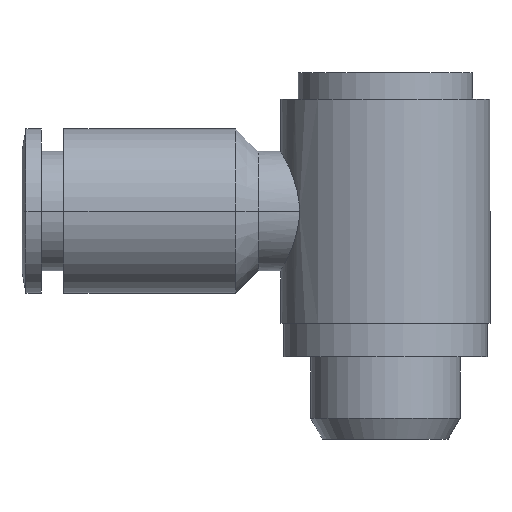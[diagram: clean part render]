
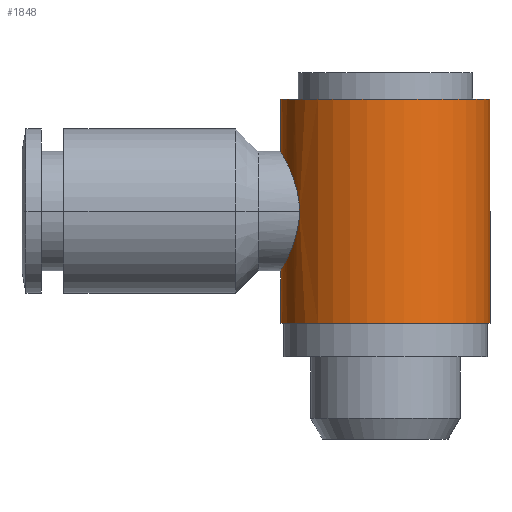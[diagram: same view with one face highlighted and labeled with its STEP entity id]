
A CAD part, left-side view. The second image highlights one B-rep face of the part: STEP entity #1848.
In plain terms, the highlighted cylindrical face has radius 7 mm (diameter 14 mm), a partial arc.
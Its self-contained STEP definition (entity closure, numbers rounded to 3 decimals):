
#123=CARTESIAN_POINT('',(-4.,5.745,0.0));
#124=VERTEX_POINT('',#123);
#131=CARTESIAN_POINT('',(0.,7.,4.));
#132=VERTEX_POINT('',#131);
#133=CARTESIAN_POINT('',(-4.,5.745,0.0));
#134=CARTESIAN_POINT('',(-4.,5.745,0.518));
#135=CARTESIAN_POINT('',(-3.894,5.822,1.058));
#136=CARTESIAN_POINT('',(-3.483,6.077,2.038));
#137=CARTESIAN_POINT('',(-3.178,6.249,2.479));
#138=CARTESIAN_POINT('',(-2.481,6.557,3.176));
#139=CARTESIAN_POINT('',(-2.039,6.715,3.482));
#140=CARTESIAN_POINT('',(-1.056,6.938,3.895));
#141=CARTESIAN_POINT('',(-0.515,7.,4.));
#142=CARTESIAN_POINT('',(0.,7.,4.));
#143=B_SPLINE_CURVE_WITH_KNOTS('',3,(#133,#134,#135,#136,#137,#138,#139,#140,#141,#142),.UNSPECIFIED.,.F.,.U.,(4,2,2,2,4),(0.0,0.155,0.311,0.465,0.62),.UNSPECIFIED.);
#144=EDGE_CURVE('',#124,#132,#143,.T.);
#376=CARTESIAN_POINT('',(0.0,-7.,-7.5));
#377=VERTEX_POINT('',#376);
#378=CARTESIAN_POINT('',(0.0,-7.,7.5));
#379=VERTEX_POINT('',#378);
#380=CARTESIAN_POINT('',(0.0,-7.,-7.5));
#381=DIRECTION('',(0.0,0.0,1.0));
#382=VECTOR('',#381,15.0);
#383=LINE('',#380,#382);
#384=EDGE_CURVE('',#377,#379,#383,.T.);
#386=CARTESIAN_POINT('',(0.,7.,-7.5));
#387=VERTEX_POINT('',#386);
#395=CARTESIAN_POINT('',(0.,7.,-4.));
#396=VERTEX_POINT('',#395);
#397=CARTESIAN_POINT('',(0.,7.,-4.));
#398=DIRECTION('',(0.0,0.0,-1.0));
#399=VECTOR('',#398,3.5);
#400=LINE('',#397,#399);
#401=EDGE_CURVE('',#396,#387,#400,.T.);
#417=CARTESIAN_POINT('',(0.,7.,7.5));
#418=VERTEX_POINT('',#417);
#419=CARTESIAN_POINT('',(0.,7.,7.5));
#420=DIRECTION('',(0.0,0.0,-1.0));
#421=VECTOR('',#420,3.5);
#422=LINE('',#419,#421);
#423=EDGE_CURVE('',#418,#132,#422,.T.);
#1810=CARTESIAN_POINT('',(0.0,0.0,0.0));
#1811=DIRECTION('',(0.0,0.0,1.0));
#1812=DIRECTION('',(0.0,-1.0,0.0));
#1813=AXIS2_PLACEMENT_3D('',#1810,#1811,#1812);
#1814=CYLINDRICAL_SURFACE('',#1813,7.);
#1815=ORIENTED_EDGE('',*,*,#384,.T.);
#1816=CARTESIAN_POINT('',(0.0,0.0,7.5));
#1817=DIRECTION('',(0.0,0.0,1.0));
#1818=DIRECTION('',(0.0,-1.0,0.0));
#1819=AXIS2_PLACEMENT_3D('',#1816,#1817,#1818);
#1820=CIRCLE('',#1819,7.);
#1821=EDGE_CURVE('',#418,#379,#1820,.T.);
#1822=ORIENTED_EDGE('',*,*,#1821,.F.);
#1823=ORIENTED_EDGE('',*,*,#423,.T.);
#1824=ORIENTED_EDGE('',*,*,#144,.F.);
#1825=CARTESIAN_POINT('',(0.,7.,-4.));
#1826=CARTESIAN_POINT('',(-0.515,7.,-4.));
#1827=CARTESIAN_POINT('',(-1.056,6.938,-3.895));
#1828=CARTESIAN_POINT('',(-2.039,6.715,-3.482));
#1829=CARTESIAN_POINT('',(-2.481,6.557,-3.176));
#1830=CARTESIAN_POINT('',(-3.178,6.249,-2.479));
#1831=CARTESIAN_POINT('',(-3.483,6.077,-2.038));
#1832=CARTESIAN_POINT('',(-3.894,5.822,-1.058));
#1833=CARTESIAN_POINT('',(-4.,5.745,-0.518));
#1834=CARTESIAN_POINT('',(-4.,5.745,0.0));
#1835=B_SPLINE_CURVE_WITH_KNOTS('',3,(#1825,#1826,#1827,#1828,#1829,#1830,#1831,#1832,#1833,#1834),.UNSPECIFIED.,.F.,.U.,(4,2,2,2,4),(1.859,2.013,2.168,2.323,2.478),.UNSPECIFIED.);
#1836=EDGE_CURVE('',#396,#124,#1835,.T.);
#1837=ORIENTED_EDGE('',*,*,#1836,.F.);
#1838=ORIENTED_EDGE('',*,*,#401,.T.);
#1839=CARTESIAN_POINT('',(0.0,0.0,-7.5));
#1840=DIRECTION('',(0.0,0.0,1.0));
#1841=DIRECTION('',(0.0,-1.0,0.0));
#1842=AXIS2_PLACEMENT_3D('',#1839,#1840,#1841);
#1843=CIRCLE('',#1842,7.);
#1844=EDGE_CURVE('',#387,#377,#1843,.T.);
#1845=ORIENTED_EDGE('',*,*,#1844,.T.);
#1846=EDGE_LOOP('',(#1815,#1822,#1823,#1824,#1837,#1838,#1845));
#1847=FACE_OUTER_BOUND('',#1846,.T.);
#1848=ADVANCED_FACE('',(#1847),#1814,.T.);
